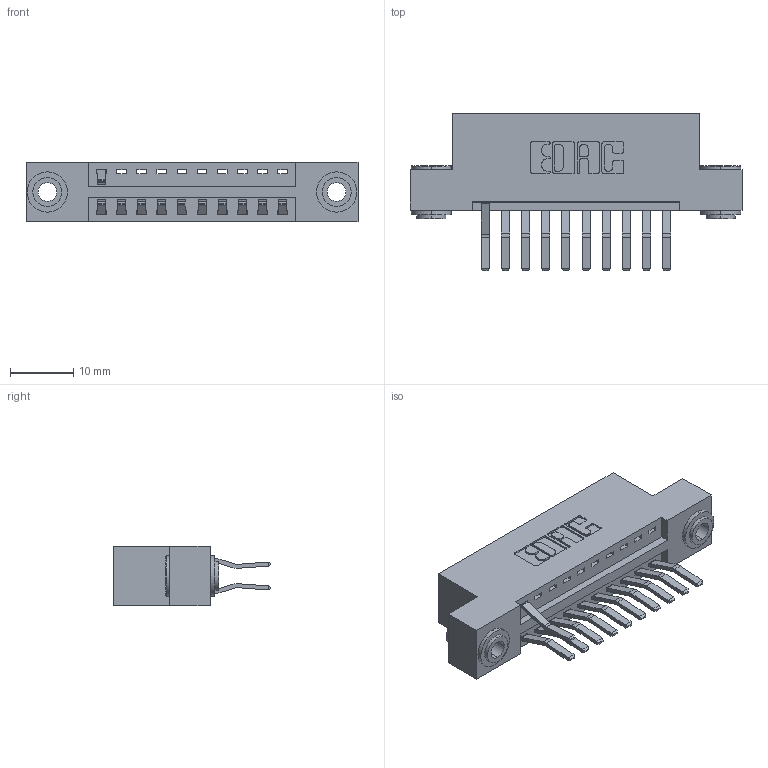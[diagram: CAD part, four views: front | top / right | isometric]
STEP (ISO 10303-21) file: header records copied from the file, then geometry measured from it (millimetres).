
FILE_DESCRIPTION (( 'STEP AP203' ), '1' );
FILE_NAME ('346-020-560-203.STEP', '2018-08-20T22:28:52', ( '' ), ( '' ), 'SwSTEP 2.0', 'SolidWorks 2016', '' );
FILE_SCHEMA (( 'CONFIG_CONTROL_DESIGN' ));
Length unit declared in the file: inch
Products named in the file (4): 345-292-001_560 Tail; 345-250-002_345-250-002-102; 346-020-560-203; 346 Part_Flush Mounting Lugs - 0.156 Dia-TH
Assembly tree (14 placements, depth 2):
  346-020-560-203
    346 Part_Flush Mounting Lugs - 0.156 Dia-TH
    345-292-001_560 Tail  x11
    345-250-002_345-250-002-102  x2
Bounding box: 52.32 x 24.78 x 9.4 mm (x, y, z)
Volume: 4864.2 mm3; surface area: 6122.7 mm2
Topology: 14 solids, 14 shells, 808 faces, 2365 edges, 1558 vertices
Faces by surface type: plane 516, cylinder 284, cone 8
Entity records: 11284 total; most frequent: CARTESIAN_POINT 1918, ORIENTED_EDGE 1854, DIRECTION 1767, EDGE_CURVE 927, LINE 727, VECTOR 727, VERTEX_POINT 614, AXIS2_PLACEMENT_3D 520
